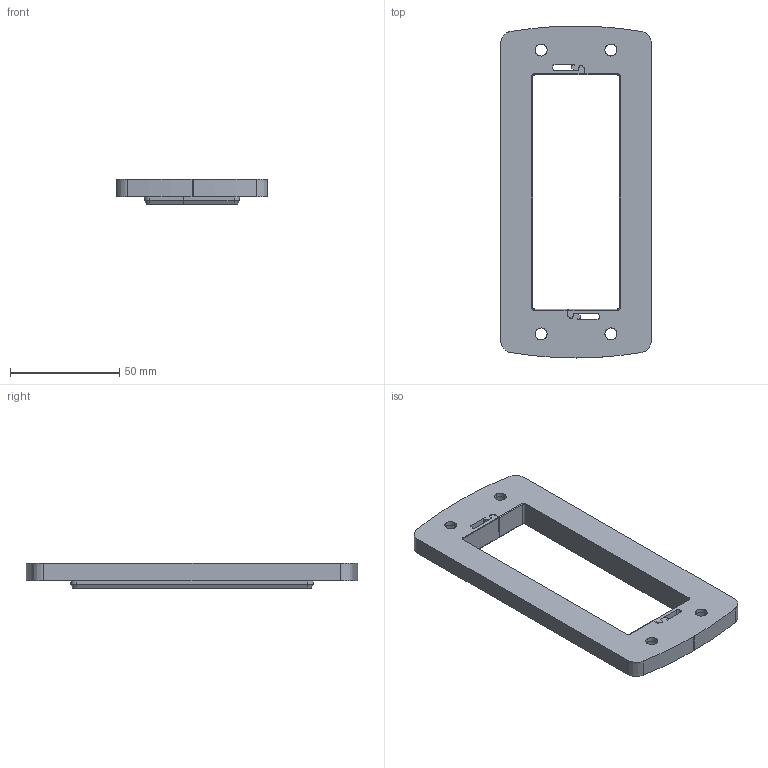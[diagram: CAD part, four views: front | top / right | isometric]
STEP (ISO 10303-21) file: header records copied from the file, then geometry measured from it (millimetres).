
FILE_DESCRIPTION(('CATIA V5 STEP Exchange','CAx-IF Rec.Pracs.--- Model Styling and Organization---1.4--- 2014-01-23'),'2;1');
FILE_NAME ('D1463370_0_2584210000_2584210000.stp','2019-02-13T09:12:09+00:00',('none'),('Weidmueller'),'CATIA Version 5-6 Release 2016 SP3 HF44','CATIA V5 STEP AP214','none');
FILE_SCHEMA(('AUTOMOTIVE_DESIGN { 1 0 10303 214 1 1 1 1 }'));
Length unit declared in the file: millimetre
Products named in the file (1): 2584210000_CABTITE FRL 24 10 BK
Bounding box: 69 x 152 x 11.5 mm (x, y, z)
Volume: 46969.3 mm3; surface area: 21096.2 mm2
Topology: 1 solids, 5 shells, 225 faces, 589 edges, 378 vertices
Faces by surface type: plane 84, cylinder 67, extrusion 30, bspline 20, torus 16, cone 8
Entity records: 9256 total; most frequent: CARTESIAN_POINT 4203, ORIENTED_EDGE 1178, DIRECTION 771, EDGE_CURVE 589, VERTEX_POINT 378, VECTOR 345, LINE 315, AXIS2_PLACEMENT_3D 262
